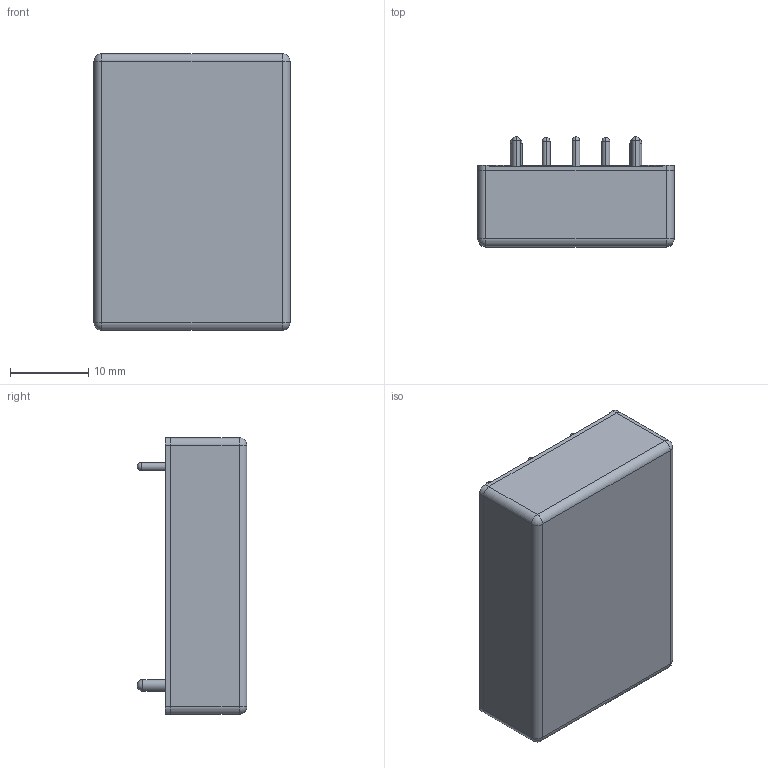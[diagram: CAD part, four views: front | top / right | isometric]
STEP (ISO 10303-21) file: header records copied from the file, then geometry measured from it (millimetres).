
FILE_DESCRIPTION((''),'2;1');
FILE_NAME('CU-CASE_ASM','2019-06-25T08:48:16',('u5210'),(''),'CREO PARAMETRIC BY PTC INC, 2018100','CREO PARAMETRIC BY PTC INC, 2018100','');
FILE_SCHEMA(('CONFIG_CONTROL_DESIGN'));
Length unit declared in the file: millimetre
Products named in the file (8): CU-CASE; BASE-PLASTIC; PCB; PIN1-2; PIN1-1; PIN-CU-CASE_ASM; PCB-CU-CASE_ASM; CU-CASE_ASM
Assembly tree (13 placements, depth 4):
  CU-CASE_ASM
    CU-CASE
    BASE-PLASTIC
    PCB-CU-CASE_ASM
      PCB
      PIN-CU-CASE_ASM
        PIN1-2  x2
        PIN1-1  x6
Bounding box: 25 x 14 x 35.3 mm (x, y, z)
Volume: 3583.3 mm3; surface area: 8228.8 mm2
Topology: 11 solids, 11 shells, 908 faces, 2407 edges, 1584 vertices
Faces by surface type: extrusion 366, plane 348, cylinder 132, cone 30, sphere 24, torus 8
Entity records: 27286 total; most frequent: CARTESIAN_POINT 7449, ORIENTED_EDGE 4446, DIRECTION 3085, EDGE_CURVE 2223, VECTOR 1619, VERTEX_POINT 1470, LINE 1253, B_SPLINE_CURVE_WITH_KNOTS 1098
